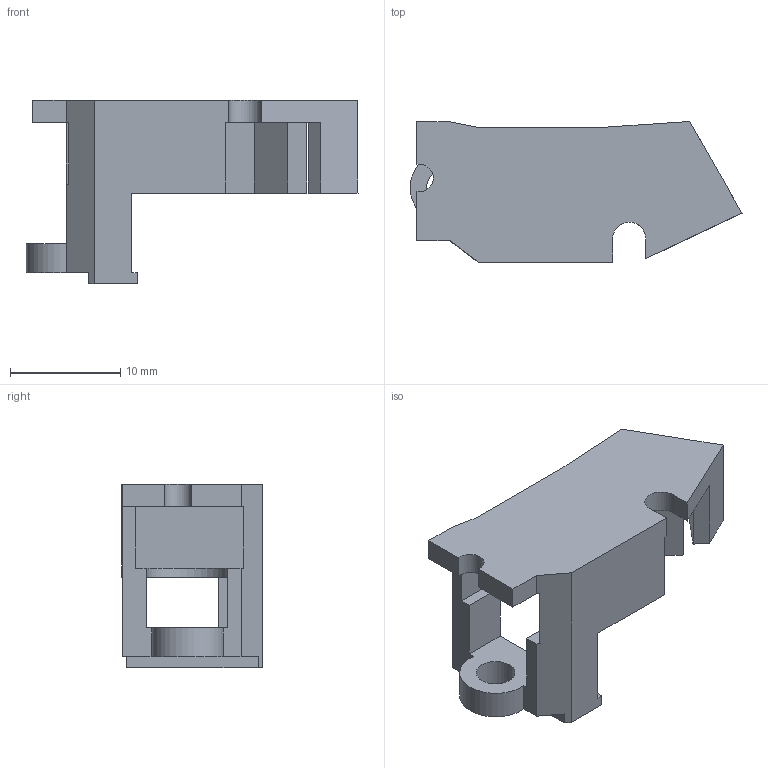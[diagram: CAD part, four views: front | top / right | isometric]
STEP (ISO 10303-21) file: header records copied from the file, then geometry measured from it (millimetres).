
FILE_DESCRIPTION(/* description */ (''),/* implementation_level */ '2;1');
FILE_NAME(/* name */ 'Trigger_Shoulder_Assembly_Left.step',/* time_stamp */ '2024-01-26T11:15:15-05:00',/* author */ (''),/* organization */ (''),/* preprocessor_version */ 'ST-DEVELOPER v20',/* originating_system */ 'Autodesk Translation Framework v12.14.0.127',/* authorisation */ '');
FILE_SCHEMA (('AUTOMOTIVE_DESIGN { 1 0 10303 214 3 1 1 }'));
Length unit declared in the file: millimetre
Products named in the file (1): I FORGOR TO SAVE v2
Bounding box: 30.08 x 12.75 x 16.6 mm (x, y, z)
Volume: 1468.6 mm3; surface area: 1988.8 mm2
Topology: 1 solids, 1 shells, 56 faces, 162 edges, 107 vertices
Faces by surface type: plane 50, cylinder 6
Full cylindrical faces by diameter (mm): 3.51 x1
Entity records: 1846 total; most frequent: CARTESIAN_POINT 326, ORIENTED_EDGE 324, DIRECTION 290, EDGE_CURVE 162, LINE 148, VECTOR 148, VERTEX_POINT 107, AXIS2_PLACEMENT_3D 71
